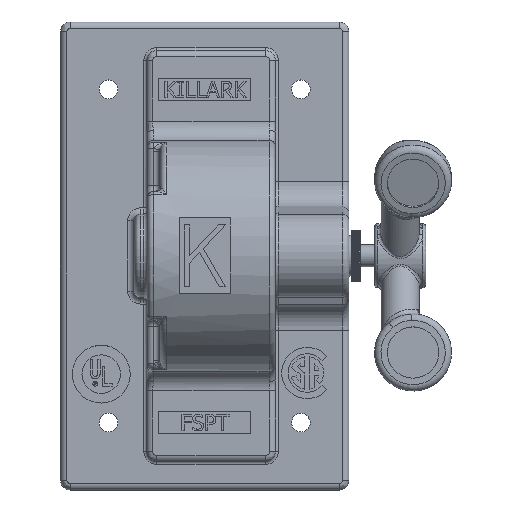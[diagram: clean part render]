
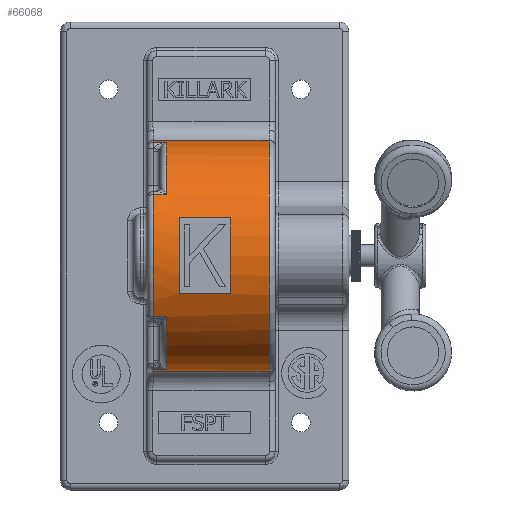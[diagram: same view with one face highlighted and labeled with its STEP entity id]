
A CAD part, top view. The second image highlights one B-rep face of the part: STEP entity #66068.
In plain terms, the highlighted cylindrical face has radius 28.575 mm (diameter 57.15 mm), a partial arc.
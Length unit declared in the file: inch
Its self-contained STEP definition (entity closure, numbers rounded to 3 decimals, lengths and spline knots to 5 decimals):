
#1456=FACE_BOUND('',#25000,.T.);
#6465=LINE('',#99509,#13006);
#6477=LINE('',#99585,#13018);
#6483=LINE('',#99597,#13024);
#6486=LINE('',#99602,#13027);
#6488=LINE('',#99605,#13029);
#6490=LINE('',#99608,#13031);
#7555=LINE('',#106408,#14096);
#7556=LINE('',#106410,#14097);
#13006=VECTOR('',#76891,0.3937);
#13018=VECTOR('',#76971,0.3937);
#13024=VECTOR('',#76981,0.3937);
#13027=VECTOR('',#76988,0.3937);
#13029=VECTOR('',#76992,0.3937);
#13031=VECTOR('',#76996,0.3937);
#14096=VECTOR('',#78971,0.3937);
#14097=VECTOR('',#78972,0.3937);
#19341=CYLINDRICAL_SURFACE('',#70323,1.125);
#20852=FACE_OUTER_BOUND('',#24999,.T.);
#24999=EDGE_LOOP('',(#49992,#49993,#49994,#49995,#49996,#49997,#49998,#49999,
#50000,#50001,#50002,#50003));
#25000=EDGE_LOOP('',(#50004,#50005,#50006,#50007));
#28387=CIRCLE('',#69695,1.125);
#28412=CIRCLE('',#69729,1.125);
#28441=CIRCLE('',#69767,1.125);
#28469=CIRCLE('',#69813,1.125);
#28471=CIRCLE('',#69819,1.125);
#28488=CIRCLE('',#69857,1.125);
#28539=CIRCLE('',#70309,1.125);
#28540=CIRCLE('',#70312,1.125);
#29641=VERTEX_POINT('',#98595);
#29643=VERTEX_POINT('',#98601);
#29649=VERTEX_POINT('',#98655);
#29654=VERTEX_POINT('',#98744);
#29661=VERTEX_POINT('',#98872);
#29672=VERTEX_POINT('',#98961);
#29676=VERTEX_POINT('',#98970);
#29703=VERTEX_POINT('',#99179);
#29704=VERTEX_POINT('',#99197);
#29708=VERTEX_POINT('',#99206);
#29714=VERTEX_POINT('',#99274);
#29721=VERTEX_POINT('',#99402);
#30607=VERTEX_POINT('',#106402);
#30608=VERTEX_POINT('',#106403);
#30609=VERTEX_POINT('',#106407);
#30610=VERTEX_POINT('',#106409);
#35844=EDGE_CURVE('',#29641,#29643,#28387,.T.);
#35895=EDGE_CURVE('',#29672,#29676,#28412,.T.);
#35940=EDGE_CURVE('',#29704,#29708,#28441,.T.);
#35996=EDGE_CURVE('',#29703,#29649,#28469,.T.);
#35998=EDGE_CURVE('',#29721,#29703,#6465,.T.);
#36000=EDGE_CURVE('',#29714,#29721,#28471,.T.);
#36028=EDGE_CURVE('',#29704,#29676,#6477,.T.);
#36034=EDGE_CURVE('',#29643,#29672,#6483,.T.);
#36037=EDGE_CURVE('',#29708,#29714,#6486,.T.);
#36039=EDGE_CURVE('',#29649,#29654,#6488,.T.);
#36041=EDGE_CURVE('',#29661,#29641,#6490,.T.);
#36043=EDGE_CURVE('',#29654,#29661,#28488,.T.);
#37520=EDGE_CURVE('',#30608,#30607,#28539,.T.);
#37521=EDGE_CURVE('',#30607,#30609,#7555,.T.);
#37522=EDGE_CURVE('',#30610,#30608,#7556,.T.);
#37524=EDGE_CURVE('',#30609,#30610,#28540,.T.);
#49992=ORIENTED_EDGE('',*,*,#35844,.F.);
#49993=ORIENTED_EDGE('',*,*,#36041,.F.);
#49994=ORIENTED_EDGE('',*,*,#36043,.F.);
#49995=ORIENTED_EDGE('',*,*,#36039,.F.);
#49996=ORIENTED_EDGE('',*,*,#35996,.F.);
#49997=ORIENTED_EDGE('',*,*,#35998,.F.);
#49998=ORIENTED_EDGE('',*,*,#36000,.F.);
#49999=ORIENTED_EDGE('',*,*,#36037,.F.);
#50000=ORIENTED_EDGE('',*,*,#35940,.F.);
#50001=ORIENTED_EDGE('',*,*,#36028,.T.);
#50002=ORIENTED_EDGE('',*,*,#35895,.F.);
#50003=ORIENTED_EDGE('',*,*,#36034,.F.);
#50004=ORIENTED_EDGE('',*,*,#37520,.T.);
#50005=ORIENTED_EDGE('',*,*,#37521,.T.);
#50006=ORIENTED_EDGE('',*,*,#37524,.T.);
#50007=ORIENTED_EDGE('',*,*,#37522,.T.);
#66068=ADVANCED_FACE('',(#20852,#1456),#19341,.T.);
#69695=AXIS2_PLACEMENT_3D('',#98605,#76610,#76611);
#69729=AXIS2_PLACEMENT_3D('',#98974,#76690,#76691);
#69767=AXIS2_PLACEMENT_3D('',#99210,#76774,#76775);
#69813=AXIS2_PLACEMENT_3D('',#99505,#76884,#76885);
#69819=AXIS2_PLACEMENT_3D('',#99513,#76898,#76899);
#69857=AXIS2_PLACEMENT_3D('',#99611,#77000,#77001);
#70309=AXIS2_PLACEMENT_3D('',#106405,#78967,#78968);
#70312=AXIS2_PLACEMENT_3D('',#106413,#78976,#78977);
#70323=AXIS2_PLACEMENT_3D('',#106426,#79000,#79001);
#76610=DIRECTION('center_axis',(-1.,0.,0.));
#76611=DIRECTION('ref_axis',(0.,0.996,0.089));
#76690=DIRECTION('center_axis',(1.,0.,0.));
#76691=DIRECTION('ref_axis',(0.,0.,1.));
#76774=DIRECTION('center_axis',(-1.,0.,0.));
#76775=DIRECTION('ref_axis',(0.,-0.996,0.089));
#76884=DIRECTION('center_axis',(-1.,0.,0.));
#76885=DIRECTION('ref_axis',(0.,0.,1.));
#76891=DIRECTION('',(-1.,0.,0.));
#76898=DIRECTION('center_axis',(-1.,0.,0.));
#76899=DIRECTION('ref_axis',(0.,-0.824,0.567));
#76971=DIRECTION('',(1.,0.,0.));
#76981=DIRECTION('',(1.,0.,0.));
#76988=DIRECTION('',(1.,0.,0.));
#76992=DIRECTION('',(1.,0.,0.));
#76996=DIRECTION('',(-1.,0.,0.));
#77000=DIRECTION('center_axis',(-1.,0.,0.));
#77001=DIRECTION('ref_axis',(0.,0.824,0.567));
#78967=DIRECTION('center_axis',(1.,0.,0.));
#78968=DIRECTION('ref_axis',(0.,1.,0.));
#78971=DIRECTION('',(-1.,0.,0.));
#78972=DIRECTION('',(1.,0.,0.));
#78976=DIRECTION('center_axis',(-1.,0.,0.));
#78977=DIRECTION('ref_axis',(0.,1.,0.));
#79000=DIRECTION('center_axis',(1.,0.,0.));
#79001=DIRECTION('ref_axis',(0.,1.,0.));
#98595=CARTESIAN_POINT('',(-0.5025,1.10734,0.69853));
#98601=CARTESIAN_POINT('',(-0.5025,1.125,0.5));
#98605=CARTESIAN_POINT('Origin',(-0.5025,0.,0.5));
#98655=CARTESIAN_POINT('',(-0.5,0.59559,1.45441));
#98744=CARTESIAN_POINT('',(-0.375,0.59559,1.45441));
#98872=CARTESIAN_POINT('',(-0.375,1.10734,0.69853));
#98961=CARTESIAN_POINT('',(0.6275,1.125,0.5));
#98970=CARTESIAN_POINT('',(0.6275,-1.125,0.5));
#98974=CARTESIAN_POINT('Origin',(0.6275,0.,0.5));
#99179=CARTESIAN_POINT('',(-0.5,-0.59559,1.45441));
#99197=CARTESIAN_POINT('',(-0.5025,-1.125,0.5));
#99206=CARTESIAN_POINT('',(-0.5025,-1.10734,0.69853));
#99210=CARTESIAN_POINT('Origin',(-0.5025,0.,0.5));
#99274=CARTESIAN_POINT('',(-0.375,-1.10734,0.69853));
#99402=CARTESIAN_POINT('',(-0.375,-0.59559,1.45441));
#99505=CARTESIAN_POINT('Origin',(-0.5,0.,0.5));
#99509=CARTESIAN_POINT('',(0.,-0.59559,1.45441));
#99513=CARTESIAN_POINT('Origin',(-0.375,0.,0.5));
#99585=CARTESIAN_POINT('',(0.,-1.125,0.5));
#99597=CARTESIAN_POINT('',(0.,1.125,0.5));
#99602=CARTESIAN_POINT('',(0.,-1.10734,0.69853));
#99605=CARTESIAN_POINT('',(0.,0.59559,1.45441));
#99608=CARTESIAN_POINT('',(0.,1.10734,0.69853));
#99611=CARTESIAN_POINT('Origin',(-0.375,0.,0.5));
#106402=CARTESIAN_POINT('',(0.25,-0.37119,1.562));
#106403=CARTESIAN_POINT('',(0.25,0.37119,1.562));
#106405=CARTESIAN_POINT('Origin',(0.25,0.,0.5));
#106407=CARTESIAN_POINT('',(-0.25,-0.37119,1.562));
#106408=CARTESIAN_POINT('',(0.,-0.37119,1.562));
#106409=CARTESIAN_POINT('',(-0.25,0.37119,1.562));
#106410=CARTESIAN_POINT('',(0.,0.37119,1.562));
#106413=CARTESIAN_POINT('Origin',(-0.25,0.,0.5));
#106426=CARTESIAN_POINT('Origin',(0.,0.,0.5));
